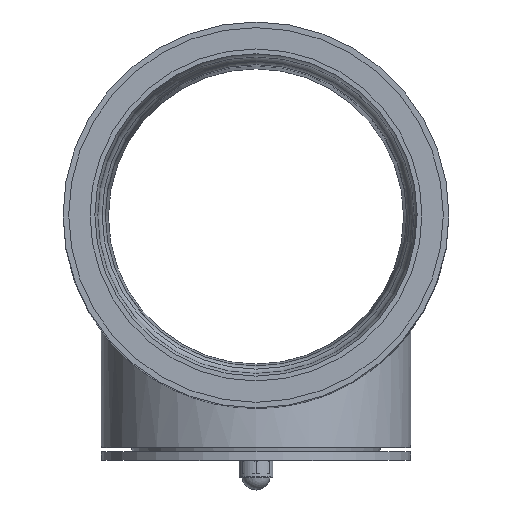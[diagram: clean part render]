
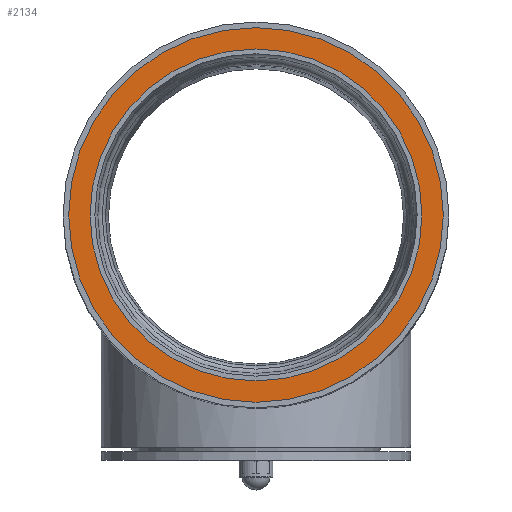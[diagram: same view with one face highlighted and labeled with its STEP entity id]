
A CAD part, top view. The second image highlights one B-rep face of the part: STEP entity #2134.
In plain terms, the highlighted planar face has unit normal (0, 0, 1).
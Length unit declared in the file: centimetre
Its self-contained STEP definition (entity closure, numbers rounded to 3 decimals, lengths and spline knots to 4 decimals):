
#115=FACE_BOUND('',#560,.T.);
#192=CIRCLE('',#2338,132.5);
#196=CIRCLE('',#2345,117.4142);
#335=PLANE('',#2346);
#407=FACE_OUTER_BOUND('',#559,.T.);
#559=EDGE_LOOP('',(#1592));
#560=EDGE_LOOP('',(#1593));
#963=VERTEX_POINT('',#4008);
#966=VERTEX_POINT('',#4019);
#1193=EDGE_CURVE('',#963,#963,#192,.T.);
#1198=EDGE_CURVE('',#966,#966,#196,.T.);
#1592=ORIENTED_EDGE('',*,*,#1193,.F.);
#1593=ORIENTED_EDGE('',*,*,#1198,.T.);
#2134=ADVANCED_FACE('',(#407,#115),#335,.T.);
#2338=AXIS2_PLACEMENT_3D('',#4010,#2757,#2758);
#2345=AXIS2_PLACEMENT_3D('',#4021,#2772,#2773);
#2346=AXIS2_PLACEMENT_3D('',#4022,#2774,#2775);
#2757=DIRECTION('center_axis',(0.,0.,
-1.));
#2758=DIRECTION('ref_axis',(1.,0.,0.));
#2772=DIRECTION('center_axis',(0.,0.,
-1.));
#2773=DIRECTION('ref_axis',(1.,0.,0.));
#2774=DIRECTION('center_axis',(0.,0.,
1.));
#2775=DIRECTION('ref_axis',(-1.,0.,0.));
#4008=CARTESIAN_POINT('',(1844.949,532.558,330.));
#4010=CARTESIAN_POINT('Origin',(1844.949,400.058,330.));
#4019=CARTESIAN_POINT('',(1727.5348,400.058,330.));
#4021=CARTESIAN_POINT('Origin',(1844.949,400.058,330.));
#4022=CARTESIAN_POINT('Origin',(1844.949,267.558,330.));
